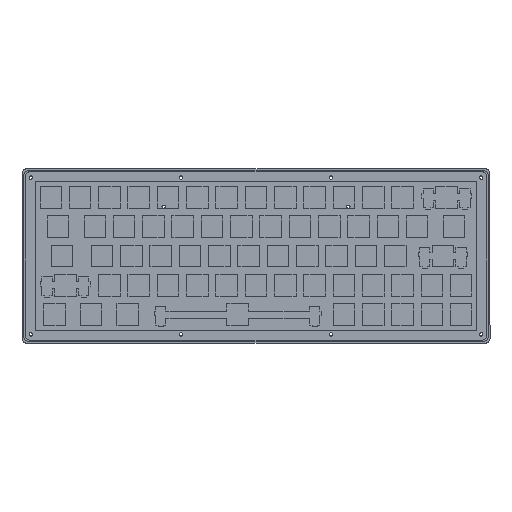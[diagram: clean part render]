
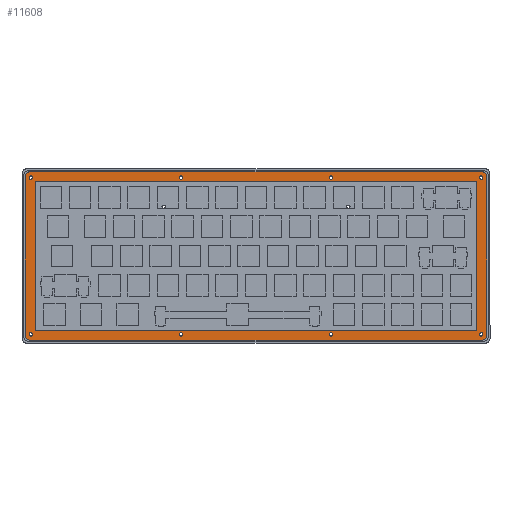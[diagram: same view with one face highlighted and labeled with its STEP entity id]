
A CAD part, top view. The second image highlights one B-rep face of the part: STEP entity #11608.
In plain terms, the highlighted planar face has unit normal (0, 0, 1).
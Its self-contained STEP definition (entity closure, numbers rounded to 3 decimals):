
#142=FACE_BOUND('',#1454,.T.);
#143=FACE_BOUND('',#1455,.T.);
#144=FACE_BOUND('',#1456,.T.);
#145=FACE_BOUND('',#1457,.T.);
#146=FACE_BOUND('',#1458,.T.);
#147=FACE_BOUND('',#1459,.T.);
#148=FACE_BOUND('',#1460,.T.);
#149=FACE_BOUND('',#1461,.T.);
#150=FACE_BOUND('',#1462,.T.);
#404=PLANE('',#12213);
#882=FACE_OUTER_BOUND('',#1453,.T.);
#1453=EDGE_LOOP('',(#8233,#8234,#8235,#8236,#8237,#8238,#8239,#8240));
#1454=EDGE_LOOP('',(#8241));
#1455=EDGE_LOOP('',(#8242));
#1456=EDGE_LOOP('',(#8243));
#1457=EDGE_LOOP('',(#8244));
#1458=EDGE_LOOP('',(#8245));
#1459=EDGE_LOOP('',(#8246));
#1460=EDGE_LOOP('',(#8247));
#1461=EDGE_LOOP('',(#8248));
#1462=EDGE_LOOP('',(#8249,#8250,#8251,#8252));
#2268=LINE('',#16073,#3723);
#2271=LINE('',#16079,#3726);
#2274=LINE('',#16085,#3729);
#2277=LINE('',#16089,#3732);
#2280=LINE('',#16097,#3735);
#2284=LINE('',#16109,#3739);
#2288=LINE('',#16121,#3743);
#2292=LINE('',#16133,#3747);
#3723=VECTOR('',#13029,10.);
#3726=VECTOR('',#13034,10.);
#3729=VECTOR('',#13039,10.);
#3732=VECTOR('',#13044,10.);
#3735=VECTOR('',#13049,10.);
#3739=VECTOR('',#13061,10.);
#3743=VECTOR('',#13073,10.);
#3747=VECTOR('',#13085,10.);
#5168=CIRCLE('',#12170,1.1);
#5170=CIRCLE('',#12173,1.1);
#5172=CIRCLE('',#12176,1.1);
#5174=CIRCLE('',#12179,1.1);
#5176=CIRCLE('',#12182,1.1);
#5178=CIRCLE('',#12185,1.1);
#5180=CIRCLE('',#12188,1.1);
#5182=CIRCLE('',#12191,1.1);
#5185=CIRCLE('',#12200,3.);
#5187=CIRCLE('',#12204,3.);
#5189=CIRCLE('',#12208,3.);
#5191=CIRCLE('',#12212,3.);
#5378=VERTEX_POINT('',#16019);
#5380=VERTEX_POINT('',#16025);
#5382=VERTEX_POINT('',#16031);
#5384=VERTEX_POINT('',#16037);
#5386=VERTEX_POINT('',#16043);
#5388=VERTEX_POINT('',#16049);
#5390=VERTEX_POINT('',#16055);
#5392=VERTEX_POINT('',#16061);
#5396=VERTEX_POINT('',#16070);
#5397=VERTEX_POINT('',#16072);
#5399=VERTEX_POINT('',#16078);
#5401=VERTEX_POINT('',#16084);
#5404=VERTEX_POINT('',#16094);
#5405=VERTEX_POINT('',#16096);
#5407=VERTEX_POINT('',#16102);
#5409=VERTEX_POINT('',#16108);
#5411=VERTEX_POINT('',#16114);
#5413=VERTEX_POINT('',#16120);
#5415=VERTEX_POINT('',#16126);
#5417=VERTEX_POINT('',#16132);
#6488=EDGE_CURVE('',#5378,#5378,#5168,.T.);
#6491=EDGE_CURVE('',#5380,#5380,#5170,.T.);
#6494=EDGE_CURVE('',#5382,#5382,#5172,.T.);
#6497=EDGE_CURVE('',#5384,#5384,#5174,.T.);
#6500=EDGE_CURVE('',#5386,#5386,#5176,.T.);
#6503=EDGE_CURVE('',#5388,#5388,#5178,.T.);
#6506=EDGE_CURVE('',#5390,#5390,#5180,.T.);
#6509=EDGE_CURVE('',#5392,#5392,#5182,.T.);
#6514=EDGE_CURVE('',#5397,#5396,#2268,.T.);
#6517=EDGE_CURVE('',#5399,#5397,#2271,.T.);
#6520=EDGE_CURVE('',#5401,#5399,#2274,.T.);
#6523=EDGE_CURVE('',#5396,#5401,#2277,.T.);
#6526=EDGE_CURVE('',#5405,#5404,#2280,.T.);
#6529=EDGE_CURVE('',#5407,#5405,#5185,.T.);
#6532=EDGE_CURVE('',#5409,#5407,#2284,.T.);
#6535=EDGE_CURVE('',#5411,#5409,#5187,.T.);
#6538=EDGE_CURVE('',#5413,#5411,#2288,.T.);
#6541=EDGE_CURVE('',#5415,#5413,#5189,.T.);
#6544=EDGE_CURVE('',#5417,#5415,#2292,.T.);
#6547=EDGE_CURVE('',#5404,#5417,#5191,.T.);
#8233=ORIENTED_EDGE('',*,*,#6547,.T.);
#8234=ORIENTED_EDGE('',*,*,#6544,.T.);
#8235=ORIENTED_EDGE('',*,*,#6541,.T.);
#8236=ORIENTED_EDGE('',*,*,#6538,.T.);
#8237=ORIENTED_EDGE('',*,*,#6535,.T.);
#8238=ORIENTED_EDGE('',*,*,#6532,.T.);
#8239=ORIENTED_EDGE('',*,*,#6529,.T.);
#8240=ORIENTED_EDGE('',*,*,#6526,.T.);
#8241=ORIENTED_EDGE('',*,*,#6488,.T.);
#8242=ORIENTED_EDGE('',*,*,#6491,.T.);
#8243=ORIENTED_EDGE('',*,*,#6494,.T.);
#8244=ORIENTED_EDGE('',*,*,#6497,.T.);
#8245=ORIENTED_EDGE('',*,*,#6500,.T.);
#8246=ORIENTED_EDGE('',*,*,#6503,.T.);
#8247=ORIENTED_EDGE('',*,*,#6506,.T.);
#8248=ORIENTED_EDGE('',*,*,#6509,.T.);
#8249=ORIENTED_EDGE('',*,*,#6523,.T.);
#8250=ORIENTED_EDGE('',*,*,#6520,.T.);
#8251=ORIENTED_EDGE('',*,*,#6517,.T.);
#8252=ORIENTED_EDGE('',*,*,#6514,.T.);
#11608=ADVANCED_FACE('',(#882,#142,#143,#144,#145,#146,#147,#148,#149,#150),
#404,.T.);
#12170=AXIS2_PLACEMENT_3D('',#16020,#12971,#12972);
#12173=AXIS2_PLACEMENT_3D('',#16026,#12978,#12979);
#12176=AXIS2_PLACEMENT_3D('',#16032,#12985,#12986);
#12179=AXIS2_PLACEMENT_3D('',#16038,#12992,#12993);
#12182=AXIS2_PLACEMENT_3D('',#16044,#12999,#13000);
#12185=AXIS2_PLACEMENT_3D('',#16050,#13006,#13007);
#12188=AXIS2_PLACEMENT_3D('',#16056,#13013,#13014);
#12191=AXIS2_PLACEMENT_3D('',#16062,#13020,#13021);
#12200=AXIS2_PLACEMENT_3D('',#16103,#13055,#13056);
#12204=AXIS2_PLACEMENT_3D('',#16115,#13067,#13068);
#12208=AXIS2_PLACEMENT_3D('',#16127,#13079,#13080);
#12212=AXIS2_PLACEMENT_3D('',#16137,#13091,#13092);
#12213=AXIS2_PLACEMENT_3D('',#16138,#13093,#13094);
#12971=DIRECTION('center_axis',(0.,0.,-1.));
#12972=DIRECTION('ref_axis',(-1.,0.,0.));
#12978=DIRECTION('center_axis',(0.,0.,-1.));
#12979=DIRECTION('ref_axis',(-1.,0.,0.));
#12985=DIRECTION('center_axis',(0.,0.,-1.));
#12986=DIRECTION('ref_axis',(-1.,0.,0.));
#12992=DIRECTION('center_axis',(0.,0.,-1.));
#12993=DIRECTION('ref_axis',(-1.,0.,0.));
#12999=DIRECTION('center_axis',(0.,0.,-1.));
#13000=DIRECTION('ref_axis',(-1.,0.,0.));
#13006=DIRECTION('center_axis',(0.,0.,-1.));
#13007=DIRECTION('ref_axis',(-1.,0.,0.));
#13013=DIRECTION('center_axis',(0.,0.,-1.));
#13014=DIRECTION('ref_axis',(-1.,0.,0.));
#13020=DIRECTION('center_axis',(0.,0.,-1.));
#13021=DIRECTION('ref_axis',(-1.,0.,0.));
#13029=DIRECTION('',(0.,1.,0.));
#13034=DIRECTION('',(-1.,0.,0.));
#13039=DIRECTION('',(0.,-1.,0.));
#13044=DIRECTION('',(1.,0.,0.));
#13049=DIRECTION('',(0.,-1.,0.));
#13055=DIRECTION('center_axis',(0.,0.,1.));
#13056=DIRECTION('ref_axis',(0.,1.,0.));
#13061=DIRECTION('',(-1.,0.,0.));
#13067=DIRECTION('center_axis',(0.,0.,1.));
#13068=DIRECTION('ref_axis',(1.,0.,0.));
#13073=DIRECTION('',(0.,1.,0.));
#13079=DIRECTION('center_axis',(0.,0.,1.));
#13080=DIRECTION('ref_axis',(0.,-1.,0.));
#13085=DIRECTION('',(1.,0.,0.));
#13091=DIRECTION('center_axis',(0.,0.,1.));
#13092=DIRECTION('ref_axis',(-1.,0.,0.));
#13093=DIRECTION('center_axis',(0.,0.,1.));
#13094=DIRECTION('ref_axis',(-1.,0.,0.));
#16019=CARTESIAN_POINT('',(192.865,98.818,6.));
#16020=CARTESIAN_POINT('Origin',(191.765,98.818,6.));
#16025=CARTESIAN_POINT('',(95.275,-3.053,6.));
#16026=CARTESIAN_POINT('Origin',(94.175,-3.053,6.));
#16031=CARTESIAN_POINT('',(95.275,98.818,6.));
#16032=CARTESIAN_POINT('Origin',(94.175,98.818,6.));
#16037=CARTESIAN_POINT('',(192.865,-3.053,6.));
#16038=CARTESIAN_POINT('Origin',(191.765,-3.053,6.));
#16043=CARTESIAN_POINT('',(-2.316,98.818,6.));
#16044=CARTESIAN_POINT('Origin',(-3.416,98.818,6.));
#16049=CARTESIAN_POINT('',(290.456,98.818,6.));
#16050=CARTESIAN_POINT('Origin',(289.356,98.818,6.));
#16055=CARTESIAN_POINT('',(-2.316,-3.053,6.));
#16056=CARTESIAN_POINT('Origin',(-3.416,-3.053,6.));
#16061=CARTESIAN_POINT('',(290.456,-3.053,6.));
#16062=CARTESIAN_POINT('Origin',(289.356,-3.053,6.));
#16070=CARTESIAN_POINT('',(-0.605,96.008,6.));
#16072=CARTESIAN_POINT('',(-0.605,-0.242,6.));
#16073=CARTESIAN_POINT('',(-0.605,-0.242,6.));
#16078=CARTESIAN_POINT('',(286.545,-0.242,6.));
#16079=CARTESIAN_POINT('',(286.545,-0.242,6.));
#16084=CARTESIAN_POINT('',(286.545,96.008,6.));
#16085=CARTESIAN_POINT('',(286.545,96.008,6.));
#16089=CARTESIAN_POINT('',(-0.605,96.008,6.));
#16094=CARTESIAN_POINT('',(-7.105,-3.742,6.));
#16096=CARTESIAN_POINT('',(-7.105,99.508,6.));
#16097=CARTESIAN_POINT('',(-7.105,-3.742,6.));
#16102=CARTESIAN_POINT('',(-4.105,102.508,6.));
#16103=CARTESIAN_POINT('Origin',(-4.105,99.508,6.));
#16108=CARTESIAN_POINT('',(290.045,102.508,6.));
#16109=CARTESIAN_POINT('',(-4.105,102.508,6.));
#16114=CARTESIAN_POINT('',(293.045,99.508,6.));
#16115=CARTESIAN_POINT('Origin',(290.045,99.508,6.));
#16120=CARTESIAN_POINT('',(293.045,-3.742,6.));
#16121=CARTESIAN_POINT('',(293.045,99.508,6.));
#16126=CARTESIAN_POINT('',(290.045,-6.742,6.));
#16127=CARTESIAN_POINT('Origin',(290.045,-3.742,6.));
#16132=CARTESIAN_POINT('',(-4.105,-6.742,6.));
#16133=CARTESIAN_POINT('',(290.045,-6.742,6.));
#16137=CARTESIAN_POINT('Origin',(-4.105,-3.742,6.));
#16138=CARTESIAN_POINT('Origin',(142.97,47.883,6.));
